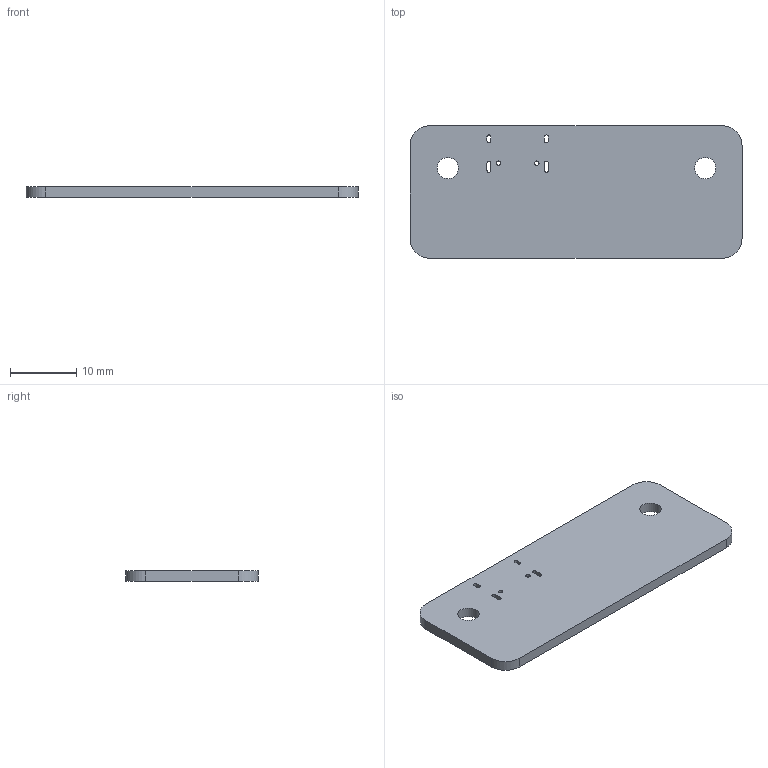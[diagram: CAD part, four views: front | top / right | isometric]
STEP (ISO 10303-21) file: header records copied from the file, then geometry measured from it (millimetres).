
FILE_DESCRIPTION(('KiCad electronic assembly'),'2;1');
FILE_NAME('uDB-S1-3D-model.STEP','2024-07-17T02:32:01',('Pcbnew'),( 'Kicad'),'Open CASCADE STEP processor 7.8','KiCad to STEP converter' ,'Unknown');
FILE_SCHEMA(('AUTOMOTIVE_DESIGN { 1 0 10303 214 1 1 1 1 }'));
Length unit declared in the file: millimetre
Products named in the file (2): uDB-S1-3D-model 1; udb-s_PCB
Assembly tree (1 placements, depth 2):
  uDB-S1-3D-model 1
    udb-s_PCB
Bounding box: 50 x 19.95 x 1.6 mm (x, y, z)
Volume: 1551.8 mm3; surface area: 2217 mm2
Topology: 1 solids, 1 shells, 30 faces, 84 edges, 56 vertices
Faces by surface type: cylinder 16, plane 14
Full cylindrical faces by diameter (mm): 0.65 x2, 3.2 x2
Entity records: 1049 total; most frequent: DIRECTION 180, CARTESIAN_POINT 172, ORIENTED_EDGE 168, EDGE_CURVE 84, AXIS2_PLACEMENT_3D 64, VERTEX_POINT 56, LINE 52, VECTOR 52
